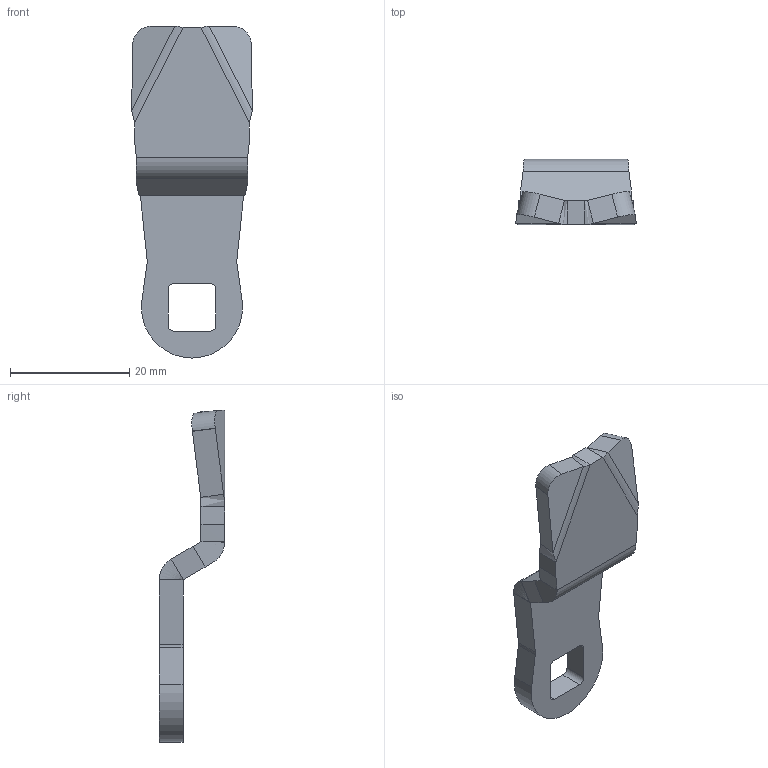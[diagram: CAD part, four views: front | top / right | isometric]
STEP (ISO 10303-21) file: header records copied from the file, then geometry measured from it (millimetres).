
FILE_DESCRIPTION (( 'STEP AP203' ), '1' );
FILE_NAME ('1057 DIL.STEP', '2022-07-06T12:53:38', ( '' ), ( '' ), 'SwSTEP 2.0', 'SolidWorks 2021', '' );
FILE_SCHEMA (( 'CONFIG_CONTROL_DESIGN' ));
Length unit declared in the file: millimetre
Products named in the file (1): 1057 DIL
Bounding box: 20.26 x 11 x 55.75 mm (x, y, z)
Volume: 3809.2 mm3; surface area: 2613.7 mm2
Topology: 1 solids, 1 shells, 85 faces, 207 edges, 128 vertices
Faces by surface type: plane 47, cylinder 22, bspline 16
Entity records: 3084 total; most frequent: CARTESIAN_POINT 1107, ORIENTED_EDGE 414, DIRECTION 345, EDGE_CURVE 207, VECTOR 141, LINE 141, VERTEX_POINT 128, AXIS2_PLACEMENT_3D 102
